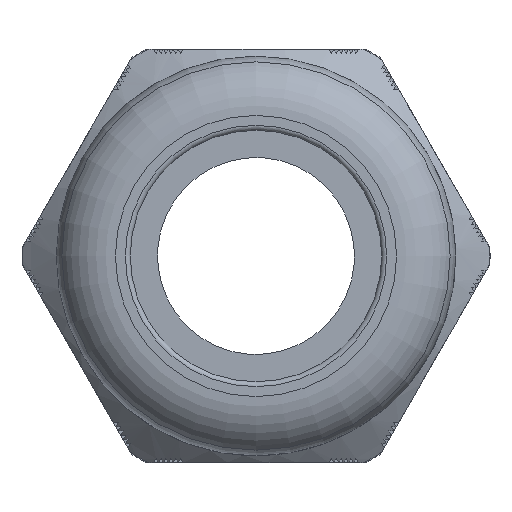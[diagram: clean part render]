
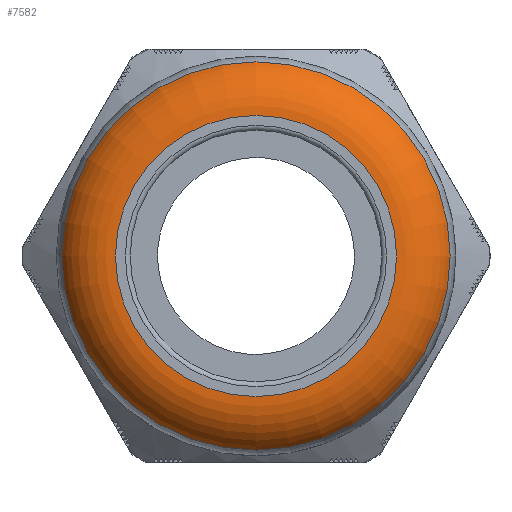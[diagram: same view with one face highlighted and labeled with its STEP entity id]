
A CAD part, left-side view. The second image highlights one B-rep face of the part: STEP entity #7582.
In plain terms, the highlighted toroidal (fillet/blend) face has major radius 14.428 mm and minor radius 5.96 mm.
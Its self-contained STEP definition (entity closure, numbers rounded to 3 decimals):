
#118=TOROIDAL_SURFACE('',#8381,14.428,5.96);
#151=FACE_BOUND('',#2601,.T.);
#2165=FACE_OUTER_BOUND('',#2600,.T.);
#2600=EDGE_LOOP('',(#7158));
#2601=EDGE_LOOP('',(#7159));
#2848=CIRCLE('',#8061,14.275);
#2963=CIRCLE('',#8374,19.719);
#3425=VERTEX_POINT('',#15730);
#3798=VERTEX_POINT('',#18158);
#4361=EDGE_CURVE('',#3425,#3425,#2848,.T.);
#4919=EDGE_CURVE('',#3798,#3798,#2963,.T.);
#7158=ORIENTED_EDGE('',*,*,#4361,.T.);
#7159=ORIENTED_EDGE('',*,*,#4919,.F.);
#7582=ADVANCED_FACE('',(#2165,#151),#118,.T.);
#8061=AXIS2_PLACEMENT_3D('',#15731,#9506,#9507);
#8374=AXIS2_PLACEMENT_3D('',#18159,#10513,#10514);
#8381=AXIS2_PLACEMENT_3D('',#18168,#10527,#10528);
#9506=DIRECTION('center_axis',(1.,0.,0.));
#9507=DIRECTION('ref_axis',(0.,0.,-1.));
#10513=DIRECTION('center_axis',(1.,0.,0.));
#10514=DIRECTION('ref_axis',(0.,-1.,0.));
#10527=DIRECTION('center_axis',(1.,0.,0.));
#10528=DIRECTION('ref_axis',(0.,0.,-1.));
#15730=CARTESIAN_POINT('',(-25.7,14.275,0.));
#15731=CARTESIAN_POINT('Origin',(-25.7,0.,0.));
#18158=CARTESIAN_POINT('',(-22.485,19.719,0.));
#18159=CARTESIAN_POINT('Origin',(-22.485,0.,0.));
#18168=CARTESIAN_POINT('Origin',(-19.742,0.,0.));
